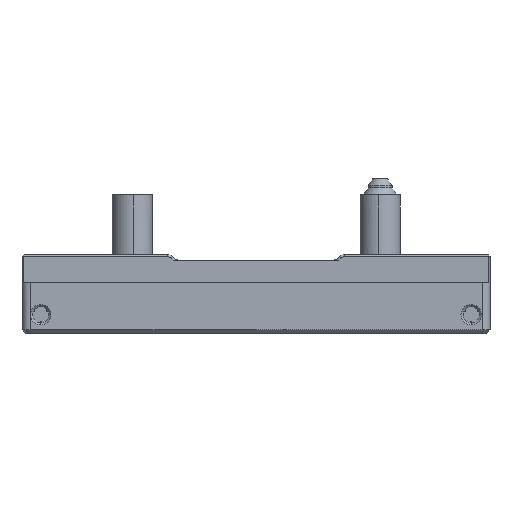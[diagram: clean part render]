
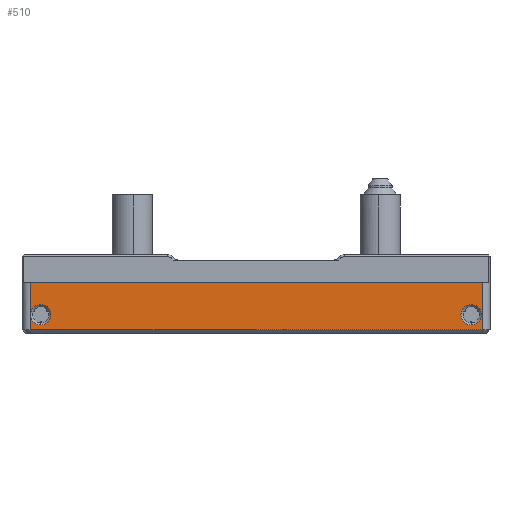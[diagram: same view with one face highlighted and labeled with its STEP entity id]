
A CAD part, front view. The second image highlights one B-rep face of the part: STEP entity #510.
In plain terms, the highlighted planar face has unit normal (0, -1, 0).
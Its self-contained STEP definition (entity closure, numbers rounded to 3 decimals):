
#366 = CIRCLE ( 'NONE', #1179, 2.55 ) ;
#498 = DIRECTION ( 'NONE',  ( 0., 1., 0. ) ) ;
#510 = ADVANCED_FACE ( 'NONE', ( #3713, #7658, #9147 ), #7477, .T. ) ;
#629 = CARTESIAN_POINT ( 'NONE',  ( 53.8, 0., -30. ) ) ;
#677 = VERTEX_POINT ( 'NONE', #8689 ) ;
#742 = CARTESIAN_POINT ( 'NONE',  ( -56.5, 0., -34.6 ) ) ;
#1081 = EDGE_CURVE ( 'NONE', #1248, #8495, #8482, .T. ) ;
#1098 = CARTESIAN_POINT ( 'NONE',  ( 53.8, 0., -30. ) ) ;
#1179 = AXIS2_PLACEMENT_3D ( 'NONE', #7422, #498, #2893 ) ;
#1248 = VERTEX_POINT ( 'NONE', #9599 ) ;
#1466 = LINE ( 'NONE', #742, #6377 ) ;
#1737 = DIRECTION ( 'NONE',  ( 0., 0., -1. ) ) ;
#1808 = VECTOR ( 'NONE', #2522, 1000. ) ;
#2235 = ORIENTED_EDGE ( 'NONE', *, *, #8257, .F. ) ;
#2260 = ORIENTED_EDGE ( 'NONE', *, *, #4558, .F. ) ;
#2426 = AXIS2_PLACEMENT_3D ( 'NONE', #7551, #6062, #4425 ) ;
#2522 = DIRECTION ( 'NONE',  ( 1., 0., 0. ) ) ;
#2686 = EDGE_LOOP ( 'NONE', ( #9090, #4757, #2260, #2235 ) ) ;
#2689 = DIRECTION ( 'NONE',  ( 0., -1., 0. ) ) ;
#2893 = DIRECTION ( 'NONE',  ( 0., 0., -1. ) ) ;
#3169 = EDGE_LOOP ( 'NONE', ( #9142, #6446 ) ) ;
#3170 = CARTESIAN_POINT ( 'NONE',  ( 53.8, 0., -32.55 ) ) ;
#3260 = CARTESIAN_POINT ( 'NONE',  ( -56.5, 0., -33.8 ) ) ;
#3389 = CARTESIAN_POINT ( 'NONE',  ( 0., 0., -33.8 ) ) ;
#3713 = FACE_BOUND ( 'NONE', #3169, .T. ) ;
#3739 = AXIS2_PLACEMENT_3D ( 'NONE', #629, #6990, #9288 ) ;
#4071 = DIRECTION ( 'NONE',  ( 1., 0., 0. ) ) ;
#4425 = DIRECTION ( 'NONE',  ( 0., 0., -1. ) ) ;
#4546 = VECTOR ( 'NONE', #1737, 1000. ) ;
#4558 = EDGE_CURVE ( 'NONE', #8434, #9637, #4856, .T. ) ;
#4615 = EDGE_CURVE ( 'NONE', #9338, #6910, #5537, .T. ) ;
#4634 = AXIS2_PLACEMENT_3D ( 'NONE', #8328, #6849, #9960 ) ;
#4673 = ORIENTED_EDGE ( 'NONE', *, *, #1081, .F. ) ;
#4757 = ORIENTED_EDGE ( 'NONE', *, *, #6125, .T. ) ;
#4847 = LINE ( 'NONE', #8830, #6249 ) ;
#4856 = LINE ( 'NONE', #8934, #4546 ) ;
#4931 = LINE ( 'NONE', #3389, #1808 ) ;
#5009 = CARTESIAN_POINT ( 'NONE',  ( -53.8, 0., -27.45 ) ) ;
#5101 = DIRECTION ( 'NONE',  ( 0., 0., -1. ) ) ;
#5315 = CARTESIAN_POINT ( 'NONE',  ( 56.5, 0., -33.8 ) ) ;
#5490 = CARTESIAN_POINT ( 'NONE',  ( 56.5, 0., -22. ) ) ;
#5537 = CIRCLE ( 'NONE', #2426, 2.55 ) ;
#5632 = EDGE_CURVE ( 'NONE', #677, #8838, #1466, .T. ) ;
#5871 = ORIENTED_EDGE ( 'NONE', *, *, #5956, .F. ) ;
#5956 = EDGE_CURVE ( 'NONE', #8495, #1248, #7677, .T. ) ;
#6062 = DIRECTION ( 'NONE',  ( 0., 1., 0. ) ) ;
#6125 = EDGE_CURVE ( 'NONE', #8838, #9637, #4931, .T. ) ;
#6249 = VECTOR ( 'NONE', #4071, 1000. ) ;
#6377 = VECTOR ( 'NONE', #6950, 1000. ) ;
#6446 = ORIENTED_EDGE ( 'NONE', *, *, #8815, .T. ) ;
#6849 = DIRECTION ( 'NONE',  ( 0., -1., 0. ) ) ;
#6872 = EDGE_LOOP ( 'NONE', ( #5871, #4673 ) ) ;
#6910 = VERTEX_POINT ( 'NONE', #5009 ) ;
#6950 = DIRECTION ( 'NONE',  ( 0., 0., -1. ) ) ;
#6990 = DIRECTION ( 'NONE',  ( 0., -1., 0. ) ) ;
#7039 = AXIS2_PLACEMENT_3D ( 'NONE', #1098, #2689, #5101 ) ;
#7287 = CARTESIAN_POINT ( 'NONE',  ( -53.8, 0., -32.55 ) ) ;
#7422 = CARTESIAN_POINT ( 'NONE',  ( -53.8, 0., -30. ) ) ;
#7477 = PLANE ( 'NONE',  #4634 ) ;
#7551 = CARTESIAN_POINT ( 'NONE',  ( -53.8, 0., -30. ) ) ;
#7658 = FACE_OUTER_BOUND ( 'NONE', #2686, .T. ) ;
#7677 = CIRCLE ( 'NONE', #7039, 2.55 ) ;
#8257 = EDGE_CURVE ( 'NONE', #677, #8434, #4847, .T. ) ;
#8328 = CARTESIAN_POINT ( 'NONE',  ( 0., 0., -34.6 ) ) ;
#8434 = VERTEX_POINT ( 'NONE', #5490 ) ;
#8482 = CIRCLE ( 'NONE', #3739, 2.55 ) ;
#8495 = VERTEX_POINT ( 'NONE', #3170 ) ;
#8689 = CARTESIAN_POINT ( 'NONE',  ( -56.5, 0., -22. ) ) ;
#8815 = EDGE_CURVE ( 'NONE', #6910, #9338, #366, .T. ) ;
#8830 = CARTESIAN_POINT ( 'NONE',  ( -100., 0., -22. ) ) ;
#8838 = VERTEX_POINT ( 'NONE', #3260 ) ;
#8934 = CARTESIAN_POINT ( 'NONE',  ( 56.5, 0., -34.6 ) ) ;
#9090 = ORIENTED_EDGE ( 'NONE', *, *, #5632, .T. ) ;
#9142 = ORIENTED_EDGE ( 'NONE', *, *, #4615, .T. ) ;
#9147 = FACE_BOUND ( 'NONE', #6872, .T. ) ;
#9288 = DIRECTION ( 'NONE',  ( 0., 0., -1. ) ) ;
#9338 = VERTEX_POINT ( 'NONE', #7287 ) ;
#9599 = CARTESIAN_POINT ( 'NONE',  ( 53.8, 0., -27.45 ) ) ;
#9637 = VERTEX_POINT ( 'NONE', #5315 ) ;
#9960 = DIRECTION ( 'NONE',  ( 0., 0., -1. ) ) ;
